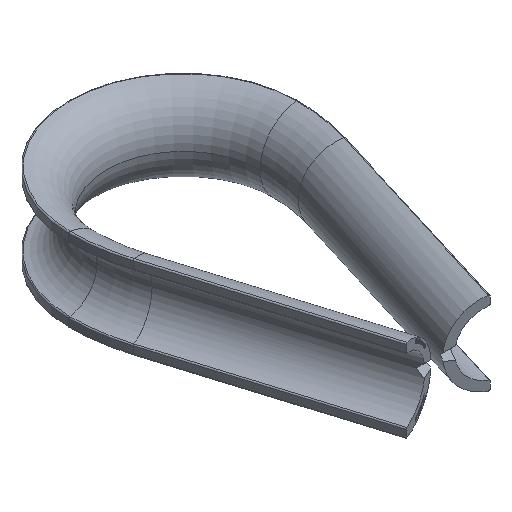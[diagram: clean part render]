
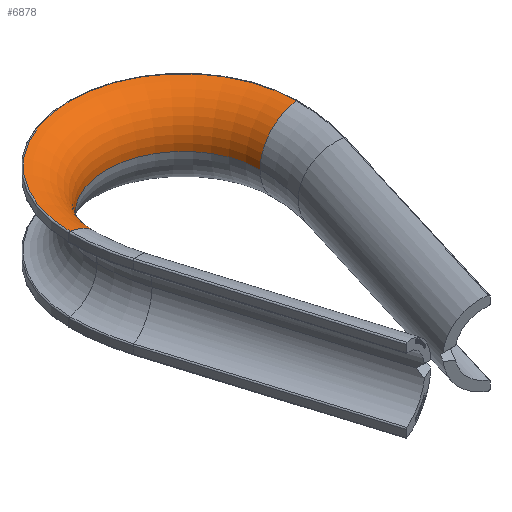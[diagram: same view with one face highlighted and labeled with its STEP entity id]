
A CAD part, isometric view. The second image highlights one B-rep face of the part: STEP entity #6878.
In plain terms, the highlighted toroidal (fillet/blend) face has major radius 10.05 mm and minor radius 3.55 mm.
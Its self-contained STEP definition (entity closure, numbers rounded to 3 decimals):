
#185 = AXIS2_PLACEMENT_3D ( 'NONE', #8917, #5365, #4118 ) ;
#1342 = CARTESIAN_POINT ( 'NONE',  ( 9.587, 21.5, 3.52 ) ) ;
#1612 = ORIENTED_EDGE ( 'NONE', *, *, #14930, .F. ) ;
#1965 = TOROIDAL_SURFACE ( 'NONE', #185, 10.05, 3.55 ) ;
#2689 = CARTESIAN_POINT ( 'NONE',  ( 0., 21.5, 3.52 ) ) ;
#4118 = DIRECTION ( 'NONE',  ( 1., 0., 0. ) ) ;
#4525 = VERTEX_POINT ( 'NONE', #15251 ) ;
#4581 = ORIENTED_EDGE ( 'NONE', *, *, #6073, .F. ) ;
#5365 = DIRECTION ( 'NONE',  ( 0., 0., 1. ) ) ;
#5837 = ORIENTED_EDGE ( 'NONE', *, *, #6359, .T. ) ;
#5903 = CIRCLE ( 'NONE', #8232, 9.587 ) ;
#5904 = ORIENTED_EDGE ( 'NONE', *, *, #14932, .T. ) ;
#6073 = EDGE_CURVE ( 'NONE', #11399, #4525, #12988, .T. ) ;
#6211 = CARTESIAN_POINT ( 'NONE',  ( -6.5, 21.5, 0. ) ) ;
#6239 = DIRECTION ( 'NONE',  ( -1., 0., 0. ) ) ;
#6359 = EDGE_CURVE ( 'NONE', #7701, #14212, #14205, .T. ) ;
#6409 = CARTESIAN_POINT ( 'NONE',  ( -10.05, 21.5, 0. ) ) ;
#6611 = DIRECTION ( 'NONE',  ( 0., 0., -1. ) ) ;
#6649 = CIRCLE ( 'NONE', #6671, 6.5 ) ;
#6671 = AXIS2_PLACEMENT_3D ( 'NONE', #10956, #7414, #11006 ) ;
#6878 = ADVANCED_FACE ( 'NONE', ( #10672 ), #1965, .T. ) ;
#7414 = DIRECTION ( 'NONE',  ( 0., 0., 1. ) ) ;
#7701 = VERTEX_POINT ( 'NONE', #11507 ) ;
#7823 = DIRECTION ( 'NONE',  ( 0., -1., 0. ) ) ;
#7921 = AXIS2_PLACEMENT_3D ( 'NONE', #12159, #7823, #15058 ) ;
#8232 = AXIS2_PLACEMENT_3D ( 'NONE', #2689, #12110, #6239 ) ;
#8917 = CARTESIAN_POINT ( 'NONE',  ( 0., 21.5, 0. ) ) ;
#10672 = FACE_OUTER_BOUND ( 'NONE', #11893, .T. ) ;
#10956 = CARTESIAN_POINT ( 'NONE',  ( 0., 21.5, 0. ) ) ;
#11006 = DIRECTION ( 'NONE',  ( 1., 0., 0. ) ) ;
#11399 = VERTEX_POINT ( 'NONE', #1342 ) ;
#11507 = CARTESIAN_POINT ( 'NONE',  ( -9.587, 21.5, 3.52 ) ) ;
#11893 = EDGE_LOOP ( 'NONE', ( #1612, #4581, #5904, #5837 ) ) ;
#12110 = DIRECTION ( 'NONE',  ( 0., 0., 1. ) ) ;
#12159 = CARTESIAN_POINT ( 'NONE',  ( 10.05, 21.5, 0. ) ) ;
#12988 = CIRCLE ( 'NONE', #7921, 3.55 ) ;
#12998 = AXIS2_PLACEMENT_3D ( 'NONE', #6409, #13616, #6611 ) ;
#13616 = DIRECTION ( 'NONE',  ( 0., 1., 0. ) ) ;
#14205 = CIRCLE ( 'NONE', #12998, 3.55 ) ;
#14212 = VERTEX_POINT ( 'NONE', #6211 ) ;
#14930 = EDGE_CURVE ( 'NONE', #4525, #14212, #6649, .T. ) ;
#14932 = EDGE_CURVE ( 'NONE', #11399, #7701, #5903, .T. ) ;
#15058 = DIRECTION ( 'NONE',  ( 0., 0., -1. ) ) ;
#15251 = CARTESIAN_POINT ( 'NONE',  ( 6.5, 21.5, 0. ) ) ;
